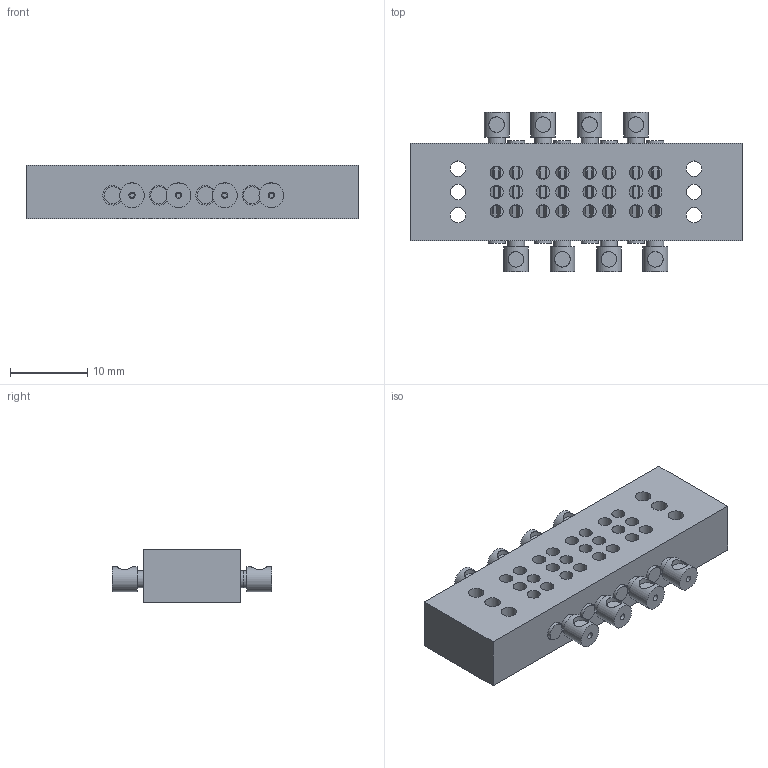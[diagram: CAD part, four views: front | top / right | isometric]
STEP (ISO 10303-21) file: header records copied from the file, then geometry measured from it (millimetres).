
FILE_DESCRIPTION(('Open CASCADE Model'),'2;1');
FILE_NAME('Open CASCADE Shape Model','2025-01-05T20:07:56',('Author'),( 'Open CASCADE'),'Open CASCADE STEP processor 7.7','Open CASCADE 7.7' ,'Unknown');
FILE_SCHEMA(('AUTOMOTIVE_DESIGN { 1 0 10303 214 1 1 1 1 }'));
Products named in the file (1): COMPOUND
Bounding box: 42.9 x 20.6 x 6.95 mm (x, y, z)
Volume: 2699.9 mm3; surface area: 4123.8 mm2
Topology: 9 solids, 9 shells, 1225 faces, 2842 edges, 1820 vertices
Faces by surface type: plane 1075, cylinder 142, cone 8
Full cylindrical faces by diameter (mm): 1.4 x16, 1.7 x24, 1.72 x16, 2 x14, 2.2 x32, 3.2 x8
Entity records: 73568 total; most frequent: CARTESIAN_POINT 14348, DIRECTION 11118, LINE 7854, VECTOR 7854, ORIENTED_EDGE 5684, PCURVE 5684, DEFINITIONAL_REPRESENTATION 5684, EDGE_CURVE 2842
